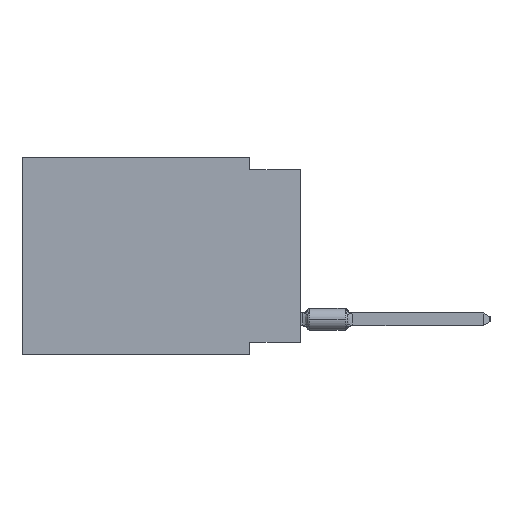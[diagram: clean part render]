
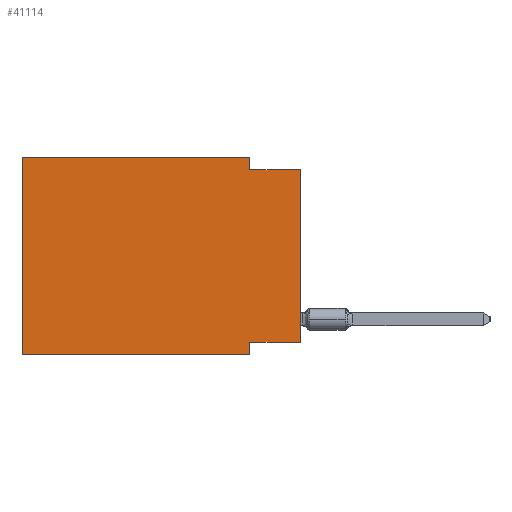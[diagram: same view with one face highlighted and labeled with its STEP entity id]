
A CAD part, left-side view. The second image highlights one B-rep face of the part: STEP entity #41114.
In plain terms, the highlighted planar face has unit normal (-1, 0, 0).
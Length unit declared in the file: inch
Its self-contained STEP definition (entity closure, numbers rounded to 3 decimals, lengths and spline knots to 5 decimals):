
#9 = DIRECTION ( 'NONE',  ( 0., -1., 0. ) ) ;
#2113 = VECTOR ( 'NONE', #65509, 39.37008 ) ;
#2484 = VERTEX_POINT ( 'NONE', #50747 ) ;
#2595 = VERTEX_POINT ( 'NONE', #4156 ) ;
#4156 = CARTESIAN_POINT ( 'NONE',  ( 0., 0.1, -0.025 ) ) ;
#4526 = DIRECTION ( 'NONE',  ( 0., 0., 1. ) ) ;
#6183 = EDGE_CURVE ( 'NONE', #9945, #2484, #17989, .T. ) ;
#6528 = CARTESIAN_POINT ( 'NONE',  ( 0., 0.55, 0. ) ) ;
#8184 = LINE ( 'NONE', #13822, #8536 ) ;
#8536 = VECTOR ( 'NONE', #9, 39.37008 ) ;
#9003 = DIRECTION ( 'NONE',  ( 1., 0., 0. ) ) ;
#9945 = VERTEX_POINT ( 'NONE', #6528 ) ;
#10694 = VERTEX_POINT ( 'NONE', #20015 ) ;
#11044 = CARTESIAN_POINT ( 'NONE',  ( 0., 0.55, -0.39 ) ) ;
#11432 = ORIENTED_EDGE ( 'NONE', *, *, #64377, .F. ) ;
#12276 = ORIENTED_EDGE ( 'NONE', *, *, #80644, .T. ) ;
#13822 = CARTESIAN_POINT ( 'NONE',  ( 0., 0., -0.025 ) ) ;
#14270 = ORIENTED_EDGE ( 'NONE', *, *, #6183, .F. ) ;
#15064 = EDGE_CURVE ( 'NONE', #2595, #70499, #8184, .T. ) ;
#16656 = ORIENTED_EDGE ( 'NONE', *, *, #76508, .T. ) ;
#17090 = LINE ( 'NONE', #36094, #18264 ) ;
#17691 = VERTEX_POINT ( 'NONE', #11044 ) ;
#17989 = LINE ( 'NONE', #24468, #75401 ) ;
#18264 = VECTOR ( 'NONE', #62458, 39.37008 ) ;
#19415 = CARTESIAN_POINT ( 'NONE',  ( 0., 0.55, -0.39 ) ) ;
#20015 = CARTESIAN_POINT ( 'NONE',  ( 0., 0., -0.365 ) ) ;
#20146 = LINE ( 'NONE', #46485, #2113 ) ;
#20300 = EDGE_CURVE ( 'NONE', #10694, #35475, #20146, .T. ) ;
#21580 = VECTOR ( 'NONE', #69675, 39.37008 ) ;
#22207 = EDGE_CURVE ( 'NONE', #35475, #70852, #57979, .T. ) ;
#24429 = ORIENTED_EDGE ( 'NONE', *, *, #33117, .F. ) ;
#24468 = CARTESIAN_POINT ( 'NONE',  ( 0., 0.55, 0. ) ) ;
#24910 = EDGE_LOOP ( 'NONE', ( #16656, #79898, #11432, #14270, #24429, #12276, #60272, #69612 ) ) ;
#25892 = LINE ( 'NONE', #19415, #47330 ) ;
#26893 = CARTESIAN_POINT ( 'NONE',  ( 0., 0., 0. ) ) ;
#33117 = EDGE_CURVE ( 'NONE', #17691, #9945, #45059, .T. ) ;
#35475 = VERTEX_POINT ( 'NONE', #64980 ) ;
#36094 = CARTESIAN_POINT ( 'NONE',  ( 0., 0.1, 0. ) ) ;
#39635 = VECTOR ( 'NONE', #4526, 39.37008 ) ;
#41114 = ADVANCED_FACE ( 'NONE', ( #55608 ), #53915, .F. ) ;
#42565 = CARTESIAN_POINT ( 'NONE',  ( 0., 0.1, -0.39 ) ) ;
#45059 = LINE ( 'NONE', #64091, #39635 ) ;
#46485 = CARTESIAN_POINT ( 'NONE',  ( 0., 0., -0.365 ) ) ;
#47330 = VECTOR ( 'NONE', #79022, 39.37008 ) ;
#50747 = CARTESIAN_POINT ( 'NONE',  ( 0., 0.1, 0. ) ) ;
#51641 = DIRECTION ( 'NONE',  ( 0., -1., 0. ) ) ;
#53915 = PLANE ( 'NONE',  #72729 ) ;
#55608 = FACE_OUTER_BOUND ( 'NONE', #24910, .T. ) ;
#56865 = VECTOR ( 'NONE', #59298, 39.37008 ) ;
#57979 = LINE ( 'NONE', #84318, #21580 ) ;
#59298 = DIRECTION ( 'NONE',  ( 0., 0., 1. ) ) ;
#60272 = ORIENTED_EDGE ( 'NONE', *, *, #22207, .F. ) ;
#60864 = CARTESIAN_POINT ( 'NONE',  ( 0., 0., -0.025 ) ) ;
#62099 = CARTESIAN_POINT ( 'NONE',  ( 0., 0.55, 0. ) ) ;
#62458 = DIRECTION ( 'NONE',  ( 0., 0., -1. ) ) ;
#64091 = CARTESIAN_POINT ( 'NONE',  ( 0., 0.55, 0. ) ) ;
#64377 = EDGE_CURVE ( 'NONE', #2484, #2595, #17090, .T. ) ;
#64980 = CARTESIAN_POINT ( 'NONE',  ( 0., 0.1, -0.365 ) ) ;
#65509 = DIRECTION ( 'NONE',  ( 0., 1., 0. ) ) ;
#69612 = ORIENTED_EDGE ( 'NONE', *, *, #20300, .F. ) ;
#69675 = DIRECTION ( 'NONE',  ( 0., 0., -1. ) ) ;
#70499 = VERTEX_POINT ( 'NONE', #60864 ) ;
#70852 = VERTEX_POINT ( 'NONE', #42565 ) ;
#72699 = LINE ( 'NONE', #26893, #56865 ) ;
#72729 = AXIS2_PLACEMENT_3D ( 'NONE', #62099, #9003, #74642 ) ;
#74642 = DIRECTION ( 'NONE',  ( 0., 0., -1. ) ) ;
#75401 = VECTOR ( 'NONE', #51641, 39.37008 ) ;
#76508 = EDGE_CURVE ( 'NONE', #10694, #70499, #72699, .T. ) ;
#79022 = DIRECTION ( 'NONE',  ( 0., -1., 0. ) ) ;
#79898 = ORIENTED_EDGE ( 'NONE', *, *, #15064, .F. ) ;
#80644 = EDGE_CURVE ( 'NONE', #17691, #70852, #25892, .T. ) ;
#84318 = CARTESIAN_POINT ( 'NONE',  ( 0., 0.1, -0.39 ) ) ;
